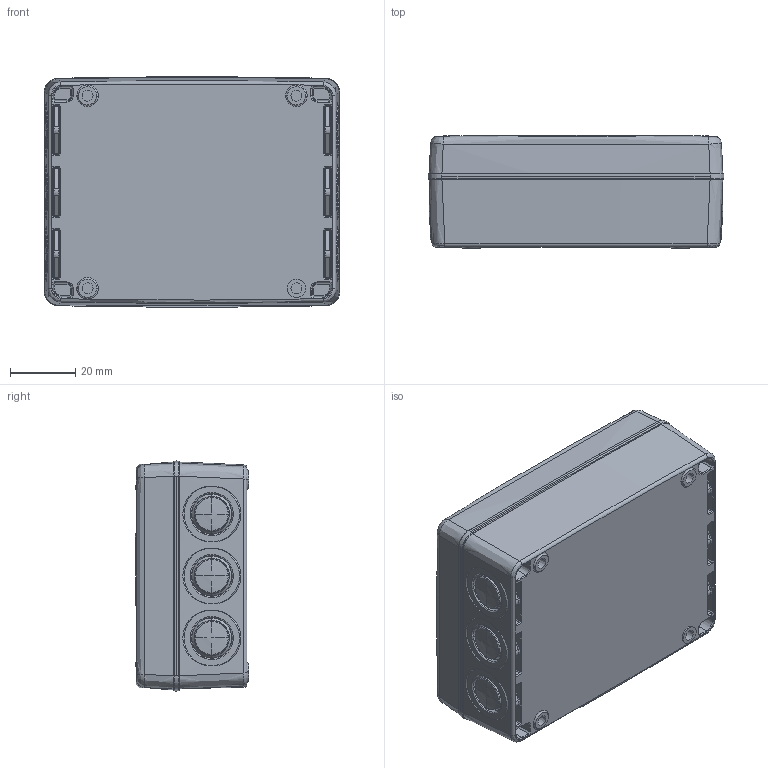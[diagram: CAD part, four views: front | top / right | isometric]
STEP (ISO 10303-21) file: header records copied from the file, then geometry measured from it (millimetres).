
FILE_DESCRIPTION(('CATIA V5 STEP Exchange'),'2;1');
FILE_NAME('CUA.stp','2016-07-12T06:45:04+00:00',('none'),('none'),'CATIA Version 5 Release 20 SP 6 (IN-10)','CATIA V5 STEP AP214','none');
FILE_SCHEMA(('AUTOMOTIVE_DESIGN { 1 0 10303 214 1 1 1 1 }'));
Length unit declared in the file: millimetre
Products named in the file (6): Product1; BOTTOM; GASKET_A; CONNECTOR_COVER; TOP_A; Part1
Assembly tree (6 placements, depth 2):
  Product1
    BOTTOM
    GASKET_A
    CONNECTOR_COVER  x2
    TOP_A
    Part1
Bounding box: 90.59 x 34.7 x 70.5 mm (x, y, z)
Volume: 54150.2 mm3; surface area: 82650 mm2
Topology: 5 solids, 6 shells, 5010 faces, 11836 edges, 6906 vertices
Faces by surface type: bspline 1347, cylinder 1319, torus 931, plane 697, cone 490, sphere 226
Entity records: 197104 total; most frequent: CARTESIAN_POINT 108062, ORIENTED_EDGE 21739, DIRECTION 12530, EDGE_CURVE 10871, VERTEX_POINT 6348, AXIS2_PLACEMENT_3D 6220, EDGE_LOOP 4820, ADVANCED_FACE 4637
